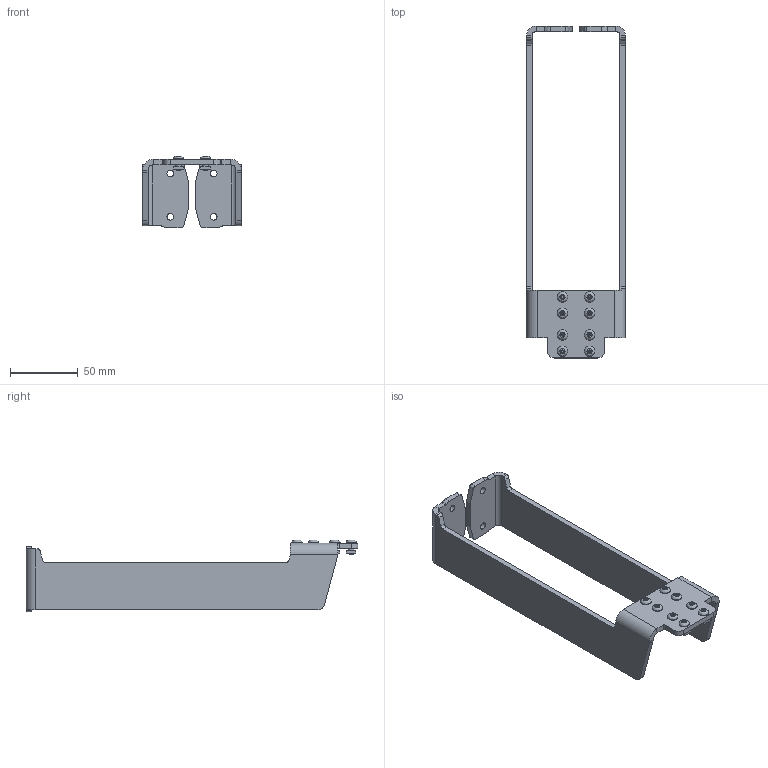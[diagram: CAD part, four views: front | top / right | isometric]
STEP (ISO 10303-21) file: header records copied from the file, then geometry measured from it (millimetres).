
FILE_DESCRIPTION(/* description */ (''),/* implementation_level */ '2;1');
FILE_NAME(/* name */ 'CAD_105320.stp',/* time_stamp */ '2021-01-19T09:57:48+01:00',/* author */ ('Hypex'),/* organization */ ('Hypex'),/* preprocessor_version */ 'ST-DEVELOPER v18',/* originating_system */ 'Autodesk Inventor 2020',/* authorisation */ '');
FILE_SCHEMA (('AUTOMOTIVE_DESIGN { 1 0 10303 214 3 1 1 }'));
Length unit declared in the file: millimetre
Products named in the file (1): CAD_105320
Bounding box: 72.9 x 245 x 52.7 mm (x, y, z)
Volume: 89610.5 mm3; surface area: 51905.5 mm2
Topology: 1 solids, 1 shells, 370 faces, 1012 edges, 676 vertices
Faces by surface type: plane 214, cylinder 124, cone 16, torus 8, bspline 8
Full cylindrical faces by diameter (mm): 4 x16, 4.3 x8, 4.917 x4, 7.6 x8
Entity records: 13205 total; most frequent: CARTESIAN_POINT 3515, ORIENTED_EDGE 2008, DIRECTION 1878, EDGE_CURVE 1004, VERTEX_POINT 676, AXIS2_PLACEMENT_3D 663, LINE 552, VECTOR 552
